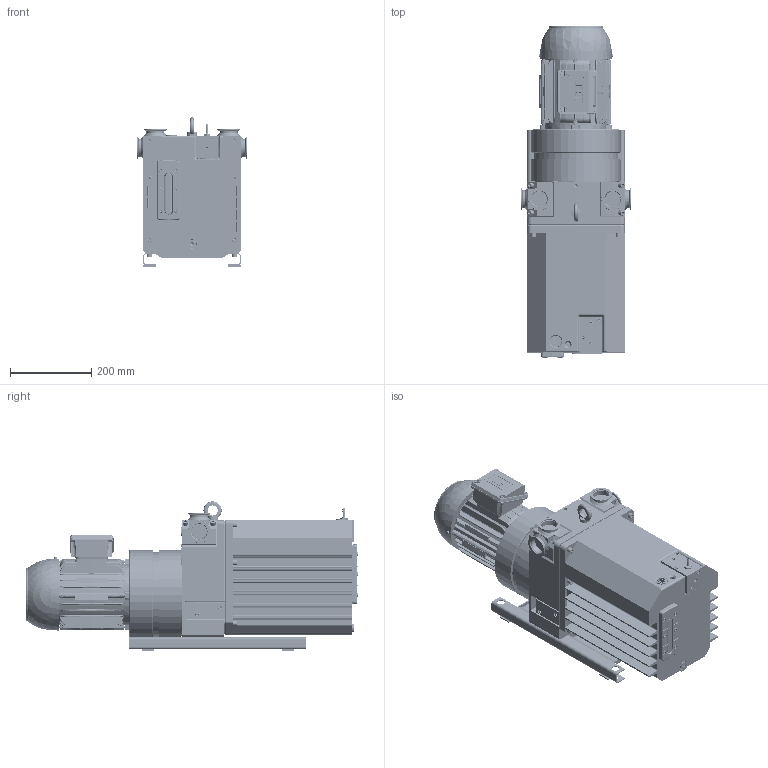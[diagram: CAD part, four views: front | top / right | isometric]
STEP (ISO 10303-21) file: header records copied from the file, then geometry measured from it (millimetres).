
FILE_DESCRIPTION(/* description */ (''),/* implementation_level */ '2;1');
FILE_NAME(/* name */ 'PK D46 036 F_Transferdok. PK 900 483 E_C00.stp',/* time_stamp */ '2026-03-13T13:07:49+01:00',/* author */ (''),/* organization */ (''),/* preprocessor_version */ 'ST-DEVELOPER v20',/* originating_system */ 'SIEMENS PLM Software NX2412.8502',/* authorisation */ '');
FILE_SCHEMA (('AUTOMOTIVE_DESIGN { 1 0 10303 214 3 1 1 1 }'));
Products named in the file (42): PK 223 658_1_B01 - Grundplatte; PK 223 658_2_B01 - Grundplatte; PK 223 651_D02 - Gehaeuse; PK 223 649_D02; PK 223 694_B02; PK 222 467_002 - Blattfeder; N 3570 045 3D_000 - Spannstift; N 3052 249 5P_000 - Zylinderschraube; P 4070 065 PV_A01 - O-Ring; P 4070 465 PV_001 - O-Ring; N 3502 414 X_000; PK 222 604_B00 - Spindel; P 4070 015 PV_001 - O-Ring; N 3828 360 SV_000 - Sicherungsring; P 4070 195 PV_000 - O-Ring; N 3060 309 X_000 - Zylinderschraube; P 0979 233_000 - Schlauchnippel; PK 224 612_H00; PK 223 616_B01; N 3191 384 5P_000 - Verschlussschraube; P 4070 259 PV_002 - O-Ring; N 3535 911 SP_000 - Federring; N 3060 433 8P_A00; N 3059 430 8P_000 - Zylinderschraube; N 3059 423 8P_000 - Zylinderschraube; N 3156 051 4P_000 - Ringschraube; P 4070 420 PV_000 - O-Ring; N 3191 472_000 - Verschlussschraube; PK 223 638 -X_C01; PK 223 706_B00 - Schauglasdichtung; PK 223 705_A02 - Schauglas; PK 223 655_G03; N 3059 339 8P_000 - Zylinderschraube; N 3060 357 8P_000 - Zylinderschraube; PK 213 500_002; PK 223 715_D00 - Zwischenflansch; PK 224 690_001 - Staender; PK 224 691_C00 - Verlaengerung; 11000010512_A00; PK 223 658_B01 - Grundplatte ...
Assembly tree (83 placements, depth 3):
  PK 900 483 E_C00 - Zeichnung
    11000010512_A00
    PK 224 691_C00 - Verlaengerung
    PK 224 690_001 - Staender
    PK 223 715_D00 - Zwischenflansch
    PK 213 500_002  x4
    N 3060 357 8P_000 - Zylinderschraube  x2
    PK 223 659 -U_001 - Gasballastventil
      P 0979 233_000 - Schlauchnippel
      N 3060 309 X_000 - Zylinderschraube  x2
      P 4070 195 PV_000 - O-Ring
      N 3828 360 SV_000 - Sicherungsring
      P 4070 015 PV_001 - O-Ring
      PK 222 604_B00 - Spindel
      N 3502 414 X_000
      P 4070 465 PV_001 - O-Ring
      P 4070 420 PV_000 - O-Ring
      P 4070 065 PV_A01 - O-Ring  x2
      N 3052 249 5P_000 - Zylinderschraube
      N 3570 045 3D_000 - Spannstift
      PK 222 467_002 - Blattfeder
      PK 223 694_B02
      PK 223 649_D02
      PK 223 651_D02 - Gehaeuse
    N 3059 339 8P_000 - Zylinderschraube  x6
    PK 223 655_G03
    PK 223 705_A02 - Schauglas
    PK 223 706_B00 - Schauglasdichtung  x2
    PK 223 638 -X_C01
    N 3191 472_000 - Verschlussschraube
    P 4070 420 PV_000 - O-Ring
    N 3156 051 4P_000 - Ringschraube
    N 3059 423 8P_000 - Zylinderschraube  x7
    N 3059 430 8P_000 - Zylinderschraube  x6
    N 3060 433 8P_A00  x4
    N 3535 911 SP_000 - Federring  x10
    P 4070 259 PV_002 - O-Ring  x2
    N 3191 384 5P_000 - Verschlussschraube  x2
    PK 223 616_B01  x4
    PK 223 658_B01 - Grundplatte
      PK 223 658_2_B01 - Grundplatte  x2
      PK 223 658_1_B01 - Grundplatte
    PK 224 612_H00
Bounding box: 272.42 x 818.96 x 368.2 mm (x, y, z)
Volume: 15939358.8 mm3; surface area: 2695215.1 mm2
Topology: 99 solids, 100 shells, 4728 faces, 11431 edges, 7068 vertices
Faces by surface type: plane 2402, cylinder 1168, bspline 507, cone 352, torus 231, sphere 68
Full cylindrical faces by diameter (mm): 1.2 x2, 1.6 x1, 1.8 x1, 2.5 x1, 2.7 x1, 3 x3, 3.2 x1, 3.242 x1, 3.571 x1, 4 x2, 4.134 x2, 4.3 x2, 4.5 x1, 4.6 x1, 4.8 x1, 4.917 x19, 5 x7, 5.5 x2, 5.7 x2, 5.9 x1, 6 x20, 6.647 x26, 6.7 x6, 6.8 x6, 7 x6, 7.5 x7, 7.8 x4, 8 x23, 8.376 x2, 8.5 x2
Entity records: 157748 total; most frequent: CARTESIAN_POINT 49993, ORIENTED_EDGE 19350, DIRECTION 18911, EDGE_CURVE 9675, AXIS2_PLACEMENT_3D 6857, VERTEX_POINT 6268, LINE 5197, VECTOR 5197
